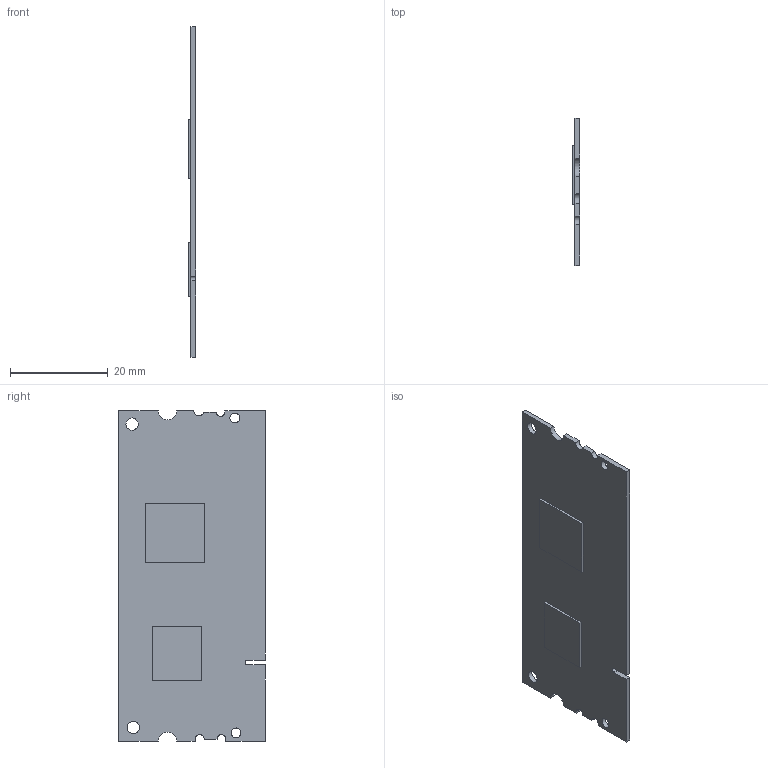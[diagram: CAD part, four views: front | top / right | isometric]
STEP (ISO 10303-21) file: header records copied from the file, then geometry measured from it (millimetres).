
FILE_DESCRIPTION(/* description */ (''),/* implementation_level */ '2;1');
FILE_NAME(/* name */ 'computeModule.stp',/* time_stamp */ '2015-12-09T19:08:20+01:00',/* author */ ('linus.styren'),/* organization */ (''),/* preprocessor_version */ 'ST-DEVELOPER v16.1',/* originating_system */ 'Autodesk Inventor 2016',/* authorisation */ '');
FILE_SCHEMA (('AUTOMOTIVE_DESIGN { 1 0 10303 214 3 1 1 }'));
Length unit declared in the file: millimetre
Products named in the file (1): computeModule
Bounding box: 1.5 x 30 x 67.6 mm (x, y, z)
Volume: 2116.5 mm3; surface area: 4260.4 mm2
Topology: 1 solids, 1 shells, 40 faces, 108 edges, 72 vertices
Faces by surface type: plane 29, cylinder 11
Full cylindrical faces by diameter (mm): 2 x2, 2.5 x2
Entity records: 1274 total; most frequent: CARTESIAN_POINT 217, ORIENTED_EDGE 208, DIRECTION 208, EDGE_CURVE 104, LINE 82, VECTOR 82, VERTEX_POINT 72, AXIS2_PLACEMENT_3D 63
